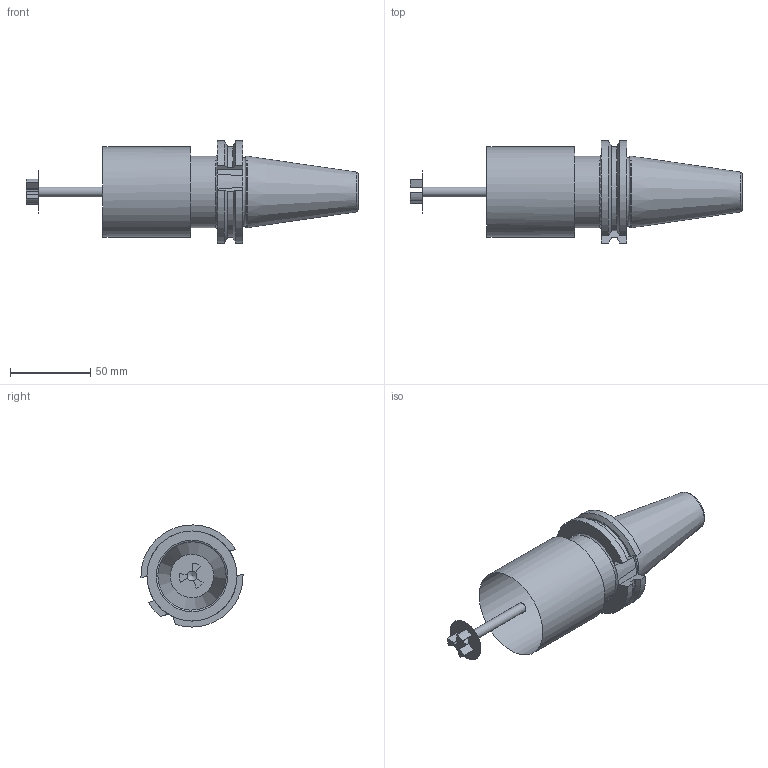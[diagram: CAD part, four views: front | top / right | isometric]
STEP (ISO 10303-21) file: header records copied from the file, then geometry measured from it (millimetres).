
FILE_DESCRIPTION(/* description */ (''),/* implementation_level */ '2;1');
FILE_NAME(/* name */ '308540316.stp',/* time_stamp */ '2023-06-16T10:14:12+02:00',/* author */ ('angermaier'),/* organization */ (''),/* preprocessor_version */ 'ST-DEVELOPER v18.1',/* originating_system */ 'Autodesk Inventor 2022',/* authorisation */ '');
FILE_SCHEMA (('CONFIG_CONTROL_DESIGN'));
Length unit declared in the file: millimetre
Products named in the file (1): 3085403163.mb
Bounding box: 206.4 x 63.51 x 63.53 mm (x, y, z)
Volume: 319564.8 mm3; surface area: 38150.5 mm2
Topology: 1 solids, 1 shells, 65 faces, 177 edges, 116 vertices
Faces by surface type: plane 29, cylinder 18, cone 12, torus 6
Full cylindrical faces by diameter (mm): 6 x1, 13.835 x1, 17 x1, 44.45 x2, 56 x1
Entity records: 2196 total; most frequent: CARTESIAN_POINT 421, DIRECTION 358, ORIENTED_EDGE 350, EDGE_CURVE 175, AXIS2_PLACEMENT_3D 135, VERTEX_POINT 116, LINE 88, VECTOR 88
